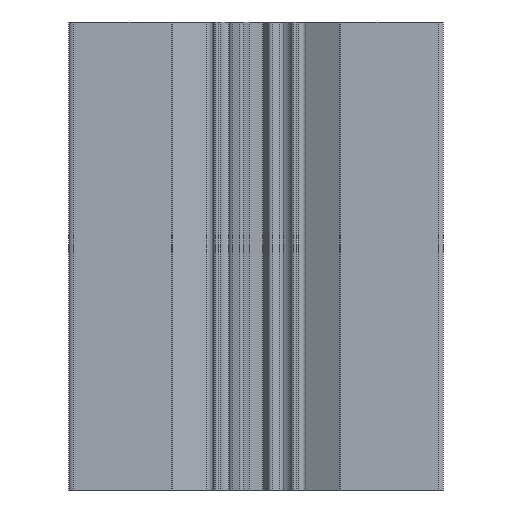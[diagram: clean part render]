
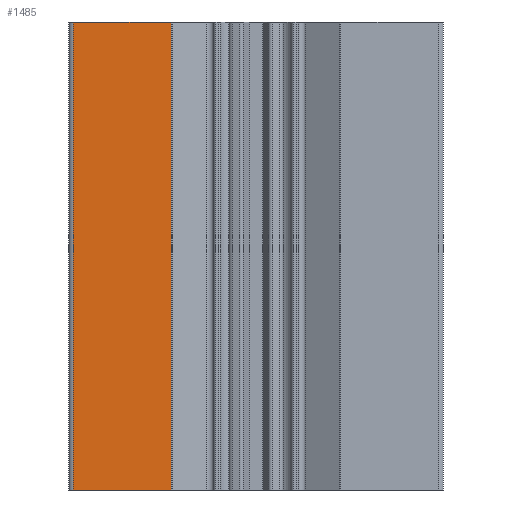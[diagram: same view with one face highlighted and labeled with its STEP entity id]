
A CAD part, front view. The second image highlights one B-rep face of the part: STEP entity #1485.
In plain terms, the highlighted planar face has unit normal (0, -1, 0).
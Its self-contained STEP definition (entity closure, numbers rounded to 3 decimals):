
#165=FACE_OUTER_BOUND('',#245,.T.);
#245=EDGE_LOOP('',(#1125,#1126,#1127,#1128));
#332=LINE('',#2275,#476);
#367=LINE('',#2414,#511);
#368=LINE('',#2417,#512);
#369=LINE('',#2418,#513);
#476=VECTOR('',#1802,10.);
#511=VECTOR('',#1921,10.);
#512=VECTOR('',#1924,10.);
#513=VECTOR('',#1925,10.);
#625=VERTEX_POINT('',#2272);
#626=VERTEX_POINT('',#2274);
#688=VERTEX_POINT('',#2412);
#689=VERTEX_POINT('',#2416);
#789=EDGE_CURVE('',#625,#626,#332,.T.);
#859=EDGE_CURVE('',#688,#625,#367,.T.);
#860=EDGE_CURVE('',#689,#688,#368,.T.);
#861=EDGE_CURVE('',#689,#626,#369,.T.);
#1125=ORIENTED_EDGE('',*,*,#859,.F.);
#1126=ORIENTED_EDGE('',*,*,#860,.F.);
#1127=ORIENTED_EDGE('',*,*,#861,.T.);
#1128=ORIENTED_EDGE('',*,*,#789,.F.);
#1439=PLANE('',#1623);
#1485=ADVANCED_FACE('',(#165),#1439,.T.);
#1623=AXIS2_PLACEMENT_3D('',#2415,#1922,#1923);
#1802=DIRECTION('',(-1.,0.,0.));
#1921=DIRECTION('',(0.,0.,-1.));
#1922=DIRECTION('center_axis',(0.,-1.,0.));
#1923=DIRECTION('ref_axis',(1.,0.,0.));
#1924=DIRECTION('',(1.,0.,0.));
#1925=DIRECTION('',(0.,0.,-1.));
#2272=CARTESIAN_POINT('',(-9.04,-5.,-25.));
#2274=CARTESIAN_POINT('',(-19.5,-5.,-25.));
#2275=CARTESIAN_POINT('',(-9.04,-5.,-25.));
#2412=CARTESIAN_POINT('',(-9.04,-5.,25.));
#2414=CARTESIAN_POINT('',(-9.04,-5.,0.));
#2415=CARTESIAN_POINT('Origin',(-19.5,-5.,0.));
#2416=CARTESIAN_POINT('',(-19.5,-5.,25.));
#2417=CARTESIAN_POINT('',(-9.04,-5.,25.));
#2418=CARTESIAN_POINT('',(-19.5,-5.,0.));
